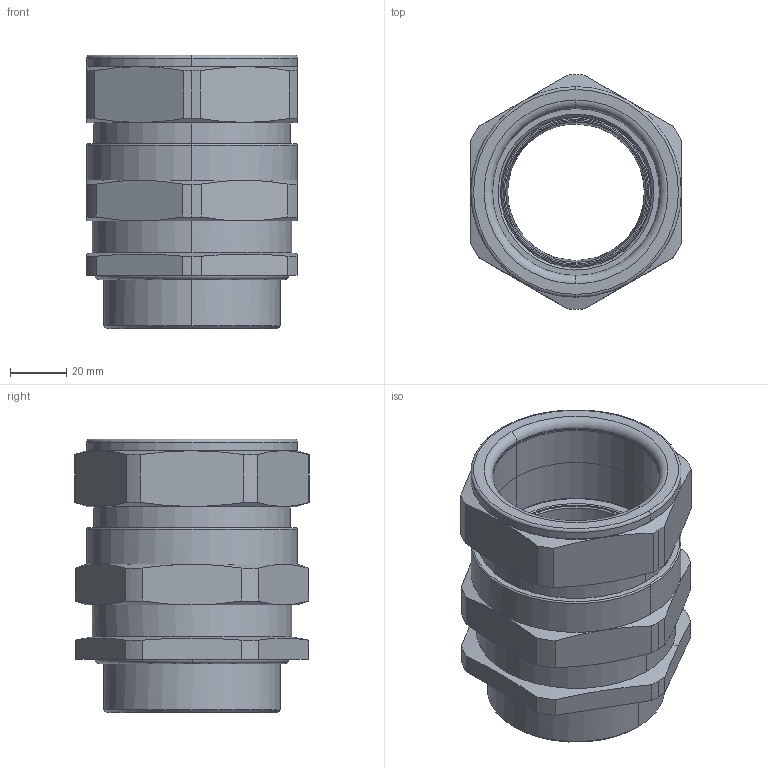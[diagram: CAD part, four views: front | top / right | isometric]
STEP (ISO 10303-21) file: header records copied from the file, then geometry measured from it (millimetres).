
FILE_DESCRIPTION(('CATIA V5 STEP Exchange','CAx-IF Rec.Pracs.--- Model Styling and Organization---1.4--- 2014-01-23'),'2;1');
FILE_NAME ('381823-1_0_1185050000_1185050000.stp','2022-06-13T07:26:32+00:00',('none'),('Weidmueller'),'CATIA Version 5-6 Release 2016 SP3 HF44','CATIA V5 STEP AP214','none');
FILE_SCHEMA(('AUTOMOTIVE_DESIGN { 1 0 10303 214 1 1 1 1 }'));
Length unit declared in the file: millimetre
Products named in the file (1): E1XZ/63S/M63-WM
Bounding box: 75 x 83.5 x 97.4 mm (x, y, z)
Volume: 172755.7 mm3; surface area: 87698.1 mm2
Topology: 4 solids, 4 shells, 214 faces, 501 edges, 309 vertices
Faces by surface type: cylinder 74, cone 58, torus 42, plane 40
Entity records: 5752 total; most frequent: CARTESIAN_POINT 1252, ORIENTED_EDGE 1002, DIRECTION 728, EDGE_CURVE 501, AXIS2_PLACEMENT_3D 445, VERTEX_POINT 309, CIRCLE 304, EDGE_LOOP 236
